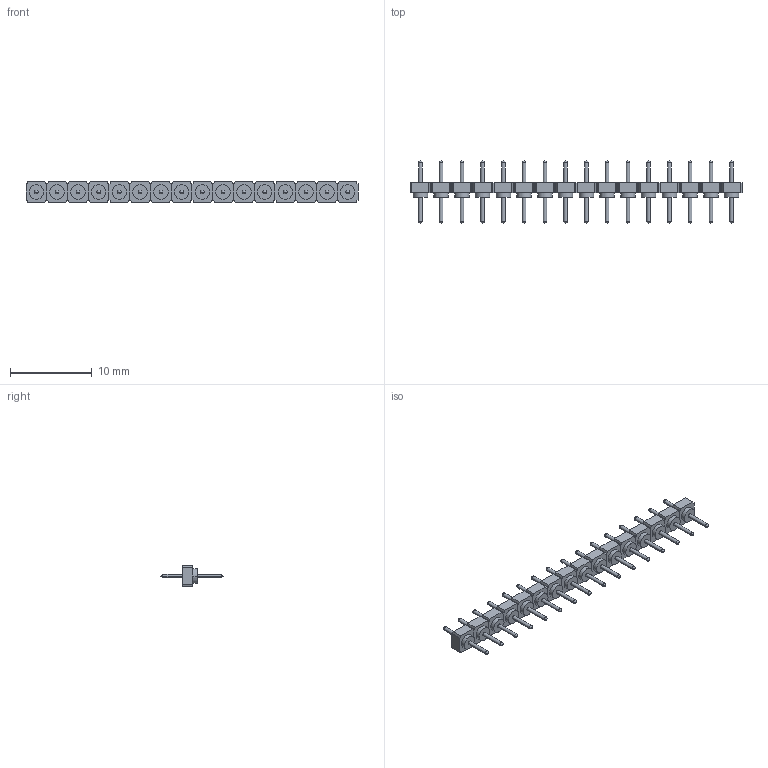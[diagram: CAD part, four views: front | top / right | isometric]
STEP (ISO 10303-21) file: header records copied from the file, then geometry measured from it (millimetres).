
FILE_DESCRIPTION (( 'STEP AP214' ), '1' );
FILE_NAME ('Mill-Max 335-xx-116.STEP', '2025-01-09T22:51:22', ( '' ), ( '' ), 'SwSTEP 2.0', 'SolidWorks 2024', '' );
FILE_SCHEMA (( 'AUTOMOTIVE_DESIGN' ));
Length unit declared in the file: inch
Products named in the file (4): Mill-Max 335-xx-116; insulator; pin; single unit
Assembly tree (18 placements, depth 3):
  Mill-Max 335-xx-116
    single unit  x16
      pin
      insulator
Bounding box: 40.64 x 7.59 x 2.54 mm (x, y, z)
Volume: 162.6 mm3; surface area: 762 mm2
Topology: 32 solids, 32 shells, 496 faces, 1248 edges, 800 vertices
Faces by surface type: plane 272, cylinder 160, sphere 64
Entity records: 1122 total; most frequent: DIRECTION 200, CARTESIAN_POINT 169, ORIENTED_EDGE 140, AXIS2_PLACEMENT_3D 77, EDGE_CURVE 70, VECTOR 46, VERTEX_POINT 46, LINE 46
